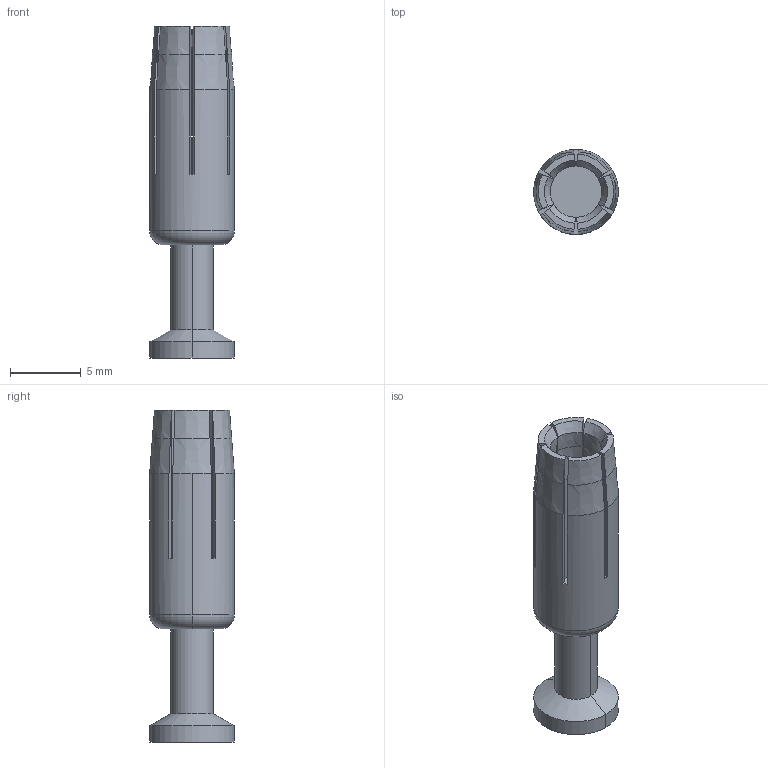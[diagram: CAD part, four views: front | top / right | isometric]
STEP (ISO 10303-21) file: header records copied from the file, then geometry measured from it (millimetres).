
FILE_DESCRIPTION(('Creo Elements/Direct Modeling STEP Export'),'2;1');
FILE_NAME('0ln7uvk4pr4rds03496','2019-03-22T 9:45:47',(''),(''),'PTC Creo Elements/Direct Modeling STEP processor for AP214 (Solid Model)','PTC Creo Elements/Direct Modeling 19.0E 27-Jun-2016 (C) Parametric Technology GmbH','');
FILE_SCHEMA(('AUTOMOTIVE_DESIGN { 1 0 10303 214 1 1 1 1 }'));
Length unit declared in the file: millimetre
Products named in the file (2): RXF2D_1-5
Assembly tree (1 placements, depth 2):
  RXF2D_1-5
    RXF2D_1-5
Bounding box: 6 x 6 x 23.5 mm (x, y, z)
Volume: 330.5 mm3; surface area: 724 mm2
Topology: 1 solids, 1 shells, 108 faces, 269 edges, 165 vertices
Faces by surface type: plane 58, cone 34, cylinder 14, torus 2
Entity records: 3868 total; most frequent: CARTESIAN_POINT 1465, ORIENTED_EDGE 538, DIRECTION 404, EDGE_CURVE 269, VERTEX_POINT 165, AXIS2_PLACEMENT_3D 148, EDGE_LOOP 110, FACE_OUTER_BOUND 108
